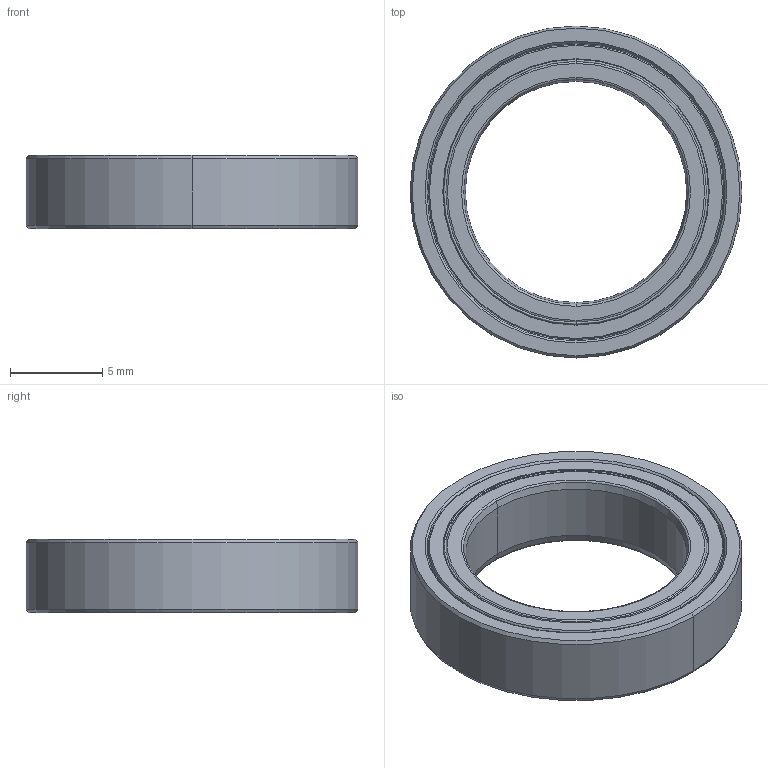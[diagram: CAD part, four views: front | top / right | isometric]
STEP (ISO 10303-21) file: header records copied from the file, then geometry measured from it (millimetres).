
FILE_DESCRIPTION (( 'STEP AP203' ), '1' );
FILE_NAME ('4668K253_Permanently Lubricated Stainless Steel Ball Bearing.STEP', '2023-07-11T14:33:56', ( 'Administrator' ), ( 'Managed by Terraform' ), 'SwSTEP 2.0', 'SolidWorks 2017', '' );
FILE_SCHEMA (( 'CONFIG_CONTROL_DESIGN' ));
Length unit declared in the file: millimetre
Products named in the file (1): 4668K253_Permanently Lubricated Stainless Steel Ball Bearing
Bounding box: 18 x 18 x 4 mm (x, y, z)
Volume: 446.4 mm3; surface area: 1592.1 mm2
Topology: 19 solids, 19 shells, 107 faces, 256 edges, 158 vertices
Faces by surface type: sphere 28, cylinder 26, torus 22, cone 22, plane 9
Entity records: 2667 total; most frequent: DIRECTION 540, CARTESIAN_POINT 410, ORIENTED_EDGE 372, AXIS2_PLACEMENT_3D 246, EDGE_CURVE 186, CIRCLE 138, VERTEX_POINT 116, EDGE_LOOP 116
